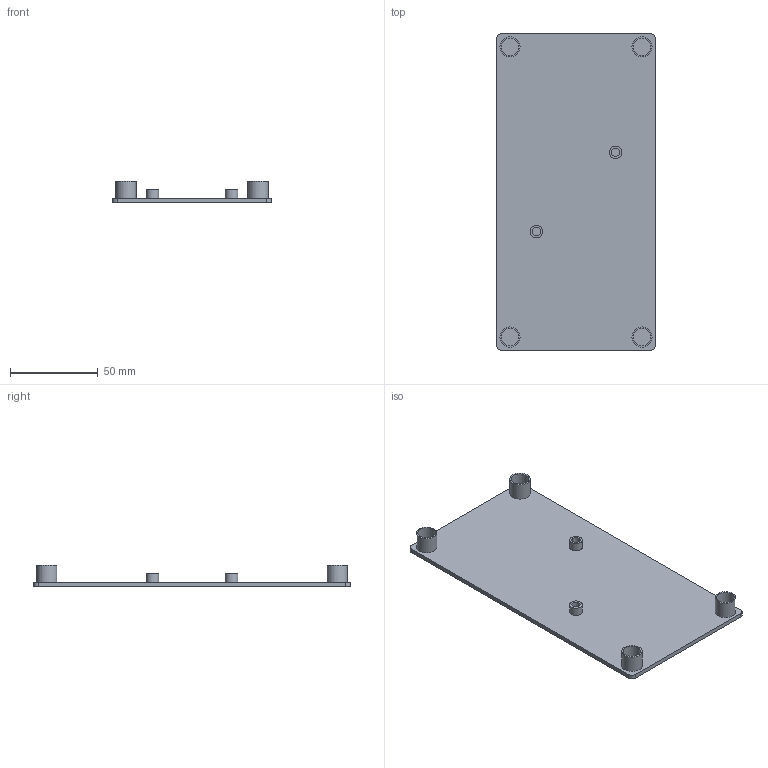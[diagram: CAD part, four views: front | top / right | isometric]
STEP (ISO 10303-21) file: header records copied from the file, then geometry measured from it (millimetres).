
FILE_DESCRIPTION(('STEP AP203'),'2;1');
FILE_NAME('18.074.00.stp','2011-03-07T09:00:05',(''),(''),'2009.3.110','THINKDESIGN','');
FILE_SCHEMA(('CONFIG_CONTROL_DESIGN'));
Length unit declared in the file: millimetre
Bounding box: 90 x 180 x 12.5 mm (x, y, z)
Volume: 41733.4 mm3; surface area: 36804.1 mm2
Topology: 1 solids, 1 shells, 34 faces, 84 edges, 64 vertices
Faces by surface type: plane 18, cylinder 16
Full cylindrical faces by diameter (mm): 4.7 x2, 7.2 x2, 10 x4, 11.5 x4
Entity records: 1169 total; most frequent: DIRECTION 208, CARTESIAN_POINT 182, ORIENTED_EDGE 168, AXIS2_PLACEMENT_3D 90, EDGE_CURVE 84, VERTEX_POINT 64, CIRCLE 56, EDGE_LOOP 46
